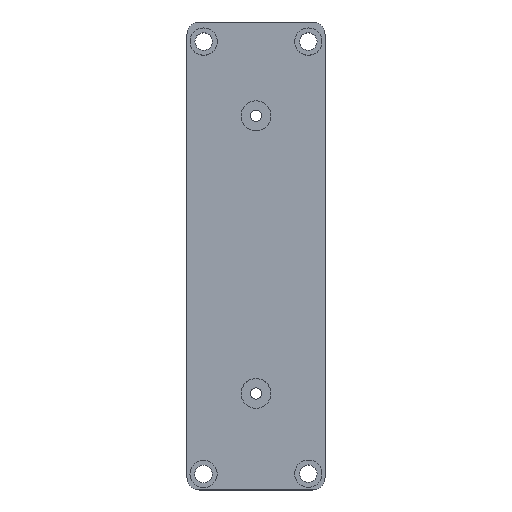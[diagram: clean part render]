
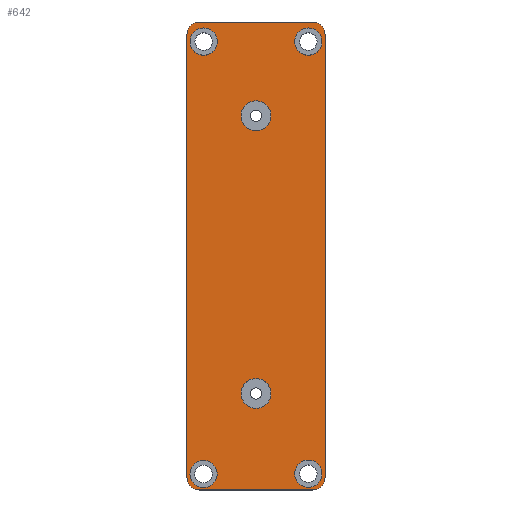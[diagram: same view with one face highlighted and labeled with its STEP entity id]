
A CAD part, top view. The second image highlights one B-rep face of the part: STEP entity #642.
In plain terms, the highlighted planar face has unit normal (0, 0, 1).
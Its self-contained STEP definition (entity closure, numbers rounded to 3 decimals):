
#26=FACE_BOUND('',#106,.T.);
#27=FACE_BOUND('',#107,.T.);
#28=FACE_BOUND('',#108,.T.);
#29=FACE_BOUND('',#109,.T.);
#30=FACE_BOUND('',#110,.T.);
#31=FACE_BOUND('',#111,.T.);
#44=PLANE('',#691);
#62=FACE_OUTER_BOUND('',#105,.T.);
#105=EDGE_LOOP('',(#453,#454,#455,#456,#457,#458,#459,#460));
#106=EDGE_LOOP('',(#461));
#107=EDGE_LOOP('',(#462));
#108=EDGE_LOOP('',(#463));
#109=EDGE_LOOP('',(#464));
#110=EDGE_LOOP('',(#465));
#111=EDGE_LOOP('',(#466));
#163=LINE('',#1008,#209);
#164=LINE('',#1012,#210);
#165=LINE('',#1016,#211);
#166=LINE('',#1020,#212);
#209=VECTOR('',#791,10.);
#210=VECTOR('',#794,10.);
#211=VECTOR('',#797,10.);
#212=VECTOR('',#800,10.);
#254=CIRCLE('',#685,2.5);
#257=CIRCLE('',#690,2.5);
#258=CIRCLE('',#692,2.25);
#259=CIRCLE('',#693,2.25);
#260=CIRCLE('',#694,2.25);
#261=CIRCLE('',#695,2.25);
#262=CIRCLE('',#696,2.75);
#263=CIRCLE('',#697,2.75);
#264=CIRCLE('',#698,2.5);
#265=CIRCLE('',#699,2.5);
#298=VERTEX_POINT('',#993);
#301=VERTEX_POINT('',#1002);
#302=VERTEX_POINT('',#1006);
#303=VERTEX_POINT('',#1007);
#304=VERTEX_POINT('',#1009);
#305=VERTEX_POINT('',#1011);
#306=VERTEX_POINT('',#1013);
#307=VERTEX_POINT('',#1015);
#308=VERTEX_POINT('',#1017);
#309=VERTEX_POINT('',#1019);
#310=VERTEX_POINT('',#1022);
#311=VERTEX_POINT('',#1024);
#312=VERTEX_POINT('',#1026);
#313=VERTEX_POINT('',#1028);
#355=EDGE_CURVE('',#298,#298,#254,.F.);
#359=EDGE_CURVE('',#301,#301,#257,.F.);
#360=EDGE_CURVE('',#302,#303,#163,.T.);
#361=EDGE_CURVE('',#304,#303,#258,.F.);
#362=EDGE_CURVE('',#304,#305,#164,.T.);
#363=EDGE_CURVE('',#306,#305,#259,.F.);
#364=EDGE_CURVE('',#306,#307,#165,.T.);
#365=EDGE_CURVE('',#308,#307,#260,.F.);
#366=EDGE_CURVE('',#308,#309,#166,.T.);
#367=EDGE_CURVE('',#302,#309,#261,.F.);
#368=EDGE_CURVE('',#310,#310,#262,.F.);
#369=EDGE_CURVE('',#311,#311,#263,.F.);
#370=EDGE_CURVE('',#312,#312,#264,.F.);
#371=EDGE_CURVE('',#313,#313,#265,.F.);
#453=ORIENTED_EDGE('',*,*,#360,.T.);
#454=ORIENTED_EDGE('',*,*,#361,.F.);
#455=ORIENTED_EDGE('',*,*,#362,.T.);
#456=ORIENTED_EDGE('',*,*,#363,.F.);
#457=ORIENTED_EDGE('',*,*,#364,.T.);
#458=ORIENTED_EDGE('',*,*,#365,.F.);
#459=ORIENTED_EDGE('',*,*,#366,.T.);
#460=ORIENTED_EDGE('',*,*,#367,.F.);
#461=ORIENTED_EDGE('',*,*,#355,.T.);
#462=ORIENTED_EDGE('',*,*,#359,.T.);
#463=ORIENTED_EDGE('',*,*,#368,.T.);
#464=ORIENTED_EDGE('',*,*,#369,.T.);
#465=ORIENTED_EDGE('',*,*,#370,.T.);
#466=ORIENTED_EDGE('',*,*,#371,.T.);
#642=ADVANCED_FACE('',(#62,#26,#27,#28,#29,#30,#31),#44,.T.);
#685=AXIS2_PLACEMENT_3D('',#995,#776,#777);
#690=AXIS2_PLACEMENT_3D('',#1004,#787,#788);
#691=AXIS2_PLACEMENT_3D('',#1005,#789,#790);
#692=AXIS2_PLACEMENT_3D('',#1010,#792,#793);
#693=AXIS2_PLACEMENT_3D('',#1014,#795,#796);
#694=AXIS2_PLACEMENT_3D('',#1018,#798,#799);
#695=AXIS2_PLACEMENT_3D('',#1021,#801,#802);
#696=AXIS2_PLACEMENT_3D('',#1023,#803,#804);
#697=AXIS2_PLACEMENT_3D('',#1025,#805,#806);
#698=AXIS2_PLACEMENT_3D('',#1027,#807,#808);
#699=AXIS2_PLACEMENT_3D('',#1029,#809,#810);
#776=DIRECTION('center_axis',(0.,0.,1.));
#777=DIRECTION('ref_axis',(-1.,0.,0.));
#787=DIRECTION('center_axis',(0.,0.,1.));
#788=DIRECTION('ref_axis',(1.,0.,0.));
#789=DIRECTION('center_axis',(0.,0.,1.));
#790=DIRECTION('ref_axis',(1.,0.,0.));
#791=DIRECTION('',(0.,-1.,0.));
#792=DIRECTION('center_axis',(0.,0.,1.));
#793=DIRECTION('ref_axis',(-0.707,-0.707,0.));
#794=DIRECTION('',(1.,0.,0.));
#795=DIRECTION('center_axis',(0.,0.,1.));
#796=DIRECTION('ref_axis',(0.707,-0.707,0.));
#797=DIRECTION('',(0.,1.,0.));
#798=DIRECTION('center_axis',(0.,0.,1.));
#799=DIRECTION('ref_axis',(0.707,0.707,0.));
#800=DIRECTION('',(-1.,0.,0.));
#801=DIRECTION('center_axis',(0.,0.,1.));
#802=DIRECTION('ref_axis',(-0.707,0.707,0.));
#803=DIRECTION('center_axis',(0.,0.,1.));
#804=DIRECTION('ref_axis',(-1.,0.,0.));
#805=DIRECTION('center_axis',(0.,0.,1.));
#806=DIRECTION('ref_axis',(-1.,0.,0.));
#807=DIRECTION('center_axis',(0.,0.,1.));
#808=DIRECTION('ref_axis',(-1.,0.,0.));
#809=DIRECTION('center_axis',(0.,0.,1.));
#810=DIRECTION('ref_axis',(-1.,0.,0.));
#993=CARTESIAN_POINT('',(34.535,-15.576,3.));
#995=CARTESIAN_POINT('Origin',(32.035,-15.576,3.));
#1002=CARTESIAN_POINT('',(48.793,-15.512,3.));
#1004=CARTESIAN_POINT('Origin',(51.293,-15.512,3.));
#1005=CARTESIAN_POINT('Origin',(41.675,24.725,3.));
#1006=CARTESIAN_POINT('',(29.,65.2,3.));
#1007=CARTESIAN_POINT('',(29.,-16.25,3.));
#1008=CARTESIAN_POINT('',(29.,46.087,3.));
#1009=CARTESIAN_POINT('',(31.25,-18.5,3.));
#1010=CARTESIAN_POINT('Origin',(31.25,-16.25,3.));
#1011=CARTESIAN_POINT('',(52.1,-18.5,3.));
#1012=CARTESIAN_POINT('',(35.338,-18.5,3.));
#1013=CARTESIAN_POINT('',(54.35,-16.25,3.));
#1014=CARTESIAN_POINT('Origin',(52.1,-16.25,3.));
#1015=CARTESIAN_POINT('',(54.35,65.2,3.));
#1016=CARTESIAN_POINT('',(54.35,3.362,3.));
#1017=CARTESIAN_POINT('',(52.1,67.45,3.));
#1018=CARTESIAN_POINT('Origin',(52.1,65.2,3.));
#1019=CARTESIAN_POINT('',(31.25,67.45,3.));
#1020=CARTESIAN_POINT('',(48.013,67.45,3.));
#1021=CARTESIAN_POINT('Origin',(31.25,65.2,3.));
#1022=CARTESIAN_POINT('',(44.425,50.225,3.));
#1023=CARTESIAN_POINT('Origin',(41.675,50.225,3.));
#1024=CARTESIAN_POINT('',(44.425,-0.775,3.));
#1025=CARTESIAN_POINT('Origin',(41.675,-0.775,3.));
#1026=CARTESIAN_POINT('',(34.56,63.85,3.));
#1027=CARTESIAN_POINT('Origin',(32.06,63.85,3.));
#1028=CARTESIAN_POINT('',(53.79,63.85,3.));
#1029=CARTESIAN_POINT('Origin',(51.29,63.85,3.));
